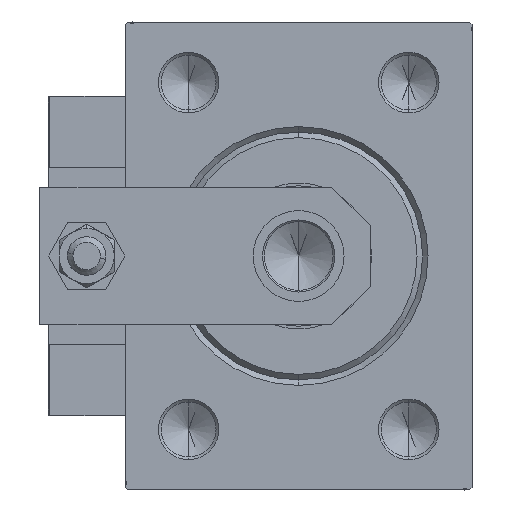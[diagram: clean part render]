
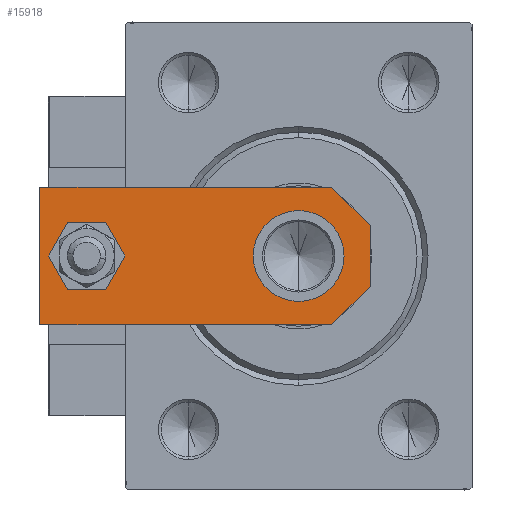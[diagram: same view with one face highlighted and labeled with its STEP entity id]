
A CAD part, left-side view. The second image highlights one B-rep face of the part: STEP entity #15918.
In plain terms, the highlighted face is planar.
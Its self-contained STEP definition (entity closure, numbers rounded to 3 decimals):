
#545 = EDGE_CURVE ( 'NONE', #12110, #30238, #34534, .T. ) ;
#1942 = CIRCLE ( 'NONE', #23785, 8.25 ) ;
#2611 = VERTEX_POINT ( 'NONE', #25693 ) ;
#2722 = PLANE ( 'NONE',  #4842 ) ;
#2904 = DIRECTION ( 'NONE',  ( 0., 0., 1. ) ) ;
#3709 = EDGE_LOOP ( 'NONE', ( #30324, #5586 ) ) ;
#4482 = CARTESIAN_POINT ( 'NONE',  ( 12.5, 60., 6. ) ) ;
#4508 = CARTESIAN_POINT ( 'NONE',  ( 12.5, 60., 6. ) ) ;
#4673 = EDGE_LOOP ( 'NONE', ( #46859, #12207 ) ) ;
#4842 = AXIS2_PLACEMENT_3D ( 'NONE', #18767, #17994, #25893 ) ;
#5206 = VECTOR ( 'NONE', #28511, 1000. ) ;
#5263 = AXIS2_PLACEMENT_3D ( 'NONE', #38927, #2904, #38414 ) ;
#5586 = ORIENTED_EDGE ( 'NONE', *, *, #43293, .F. ) ;
#6160 = FACE_BOUND ( 'NONE', #3709, .T. ) ;
#7552 = CARTESIAN_POINT ( 'NONE',  ( 4., 51.5, 6. ) ) ;
#9224 = LINE ( 'NONE', #4508, #21235 ) ;
#9595 = EDGE_CURVE ( 'NONE', #12168, #37070, #18876, .T. ) ;
#10344 = CARTESIAN_POINT ( 'NONE',  ( -12.5, 0., 6. ) ) ;
#10737 = DIRECTION ( 'NONE',  ( 0., 0., 1. ) ) ;
#12110 = VERTEX_POINT ( 'NONE', #42275 ) ;
#12168 = VERTEX_POINT ( 'NONE', #29938 ) ;
#12207 = ORIENTED_EDGE ( 'NONE', *, *, #9595, .F. ) ;
#12366 = VERTEX_POINT ( 'NONE', #7552 ) ;
#12699 = DIRECTION ( 'NONE',  ( 1., 0., 0. ) ) ;
#13268 = EDGE_CURVE ( 'NONE', #45004, #12110, #49326, .T. ) ;
#13414 = ORIENTED_EDGE ( 'NONE', *, *, #49624, .T. ) ;
#14519 = VECTOR ( 'NONE', #26397, 1000. ) ;
#15356 = AXIS2_PLACEMENT_3D ( 'NONE', #30732, #10737, #19153 ) ;
#15918 = ADVANCED_FACE ( 'NONE', ( #6160, #46611, #46351 ), #2722, .T. ) ;
#16329 = VECTOR ( 'NONE', #36358, 1000. ) ;
#16614 = VERTEX_POINT ( 'NONE', #24021 ) ;
#17601 = LINE ( 'NONE', #40552, #16329 ) ;
#17994 = DIRECTION ( 'NONE',  ( 0., 0., 1. ) ) ;
#18767 = CARTESIAN_POINT ( 'NONE',  ( 0., 0., 6. ) ) ;
#18876 = CIRCLE ( 'NONE', #48254, 8.25 ) ;
#19153 = DIRECTION ( 'NONE',  ( 1., 0., 0. ) ) ;
#19418 = CARTESIAN_POINT ( 'NONE',  ( 12.5, 7., 6. ) ) ;
#20332 = CARTESIAN_POINT ( 'NONE',  ( 5.5, 0., 6. ) ) ;
#20605 = CARTESIAN_POINT ( 'NONE',  ( 0., 13., 6. ) ) ;
#20809 = CARTESIAN_POINT ( 'NONE',  ( -8.25, 13., 6. ) ) ;
#21235 = VECTOR ( 'NONE', #36066, 1000. ) ;
#22987 = VECTOR ( 'NONE', #27807, 1000. ) ;
#23785 = AXIS2_PLACEMENT_3D ( 'NONE', #20605, #36647, #12699 ) ;
#24021 = CARTESIAN_POINT ( 'NONE',  ( -12.5, 60., 6. ) ) ;
#25693 = CARTESIAN_POINT ( 'NONE',  ( -4., 51.5, 6. ) ) ;
#25893 = DIRECTION ( 'NONE',  ( 1., 0., 0. ) ) ;
#26397 = DIRECTION ( 'NONE',  ( 1., 0., 0. ) ) ;
#27807 = DIRECTION ( 'NONE',  ( 0., 1., 0. ) ) ;
#27934 = CIRCLE ( 'NONE', #5263, 4. ) ;
#28330 = EDGE_CURVE ( 'NONE', #16614, #45004, #32456, .T. ) ;
#28511 = DIRECTION ( 'NONE',  ( 0., -1., 0. ) ) ;
#28582 = CARTESIAN_POINT ( 'NONE',  ( -2.75, -2.75, 6. ) ) ;
#29938 = CARTESIAN_POINT ( 'NONE',  ( 8.25, 13., 6. ) ) ;
#30238 = VERTEX_POINT ( 'NONE', #20332 ) ;
#30324 = ORIENTED_EDGE ( 'NONE', *, *, #45819, .F. ) ;
#30732 = CARTESIAN_POINT ( 'NONE',  ( 0., 51.5, 6. ) ) ;
#30753 = EDGE_LOOP ( 'NONE', ( #49359, #41052, #48043, #13414, #44660, #33413 ) ) ;
#32055 = CARTESIAN_POINT ( 'NONE',  ( -12.5, 7., 6. ) ) ;
#32061 = EDGE_CURVE ( 'NONE', #37070, #12168, #1942, .T. ) ;
#32456 = LINE ( 'NONE', #48478, #5206 ) ;
#32880 = CIRCLE ( 'NONE', #15356, 4. ) ;
#33307 = DIRECTION ( 'NONE',  ( 0.707, -0.707, 0. ) ) ;
#33413 = ORIENTED_EDGE ( 'NONE', *, *, #34316, .T. ) ;
#34316 = EDGE_CURVE ( 'NONE', #43036, #16614, #9224, .T. ) ;
#34534 = LINE ( 'NONE', #10344, #14519 ) ;
#36066 = DIRECTION ( 'NONE',  ( -1., 0., 0. ) ) ;
#36358 = DIRECTION ( 'NONE',  ( 0.707, 0.707, 0. ) ) ;
#36647 = DIRECTION ( 'NONE',  ( 0., 0., 1. ) ) ;
#37070 = VERTEX_POINT ( 'NONE', #20809 ) ;
#38414 = DIRECTION ( 'NONE',  ( 1., 0., 0. ) ) ;
#38927 = CARTESIAN_POINT ( 'NONE',  ( 0., 51.5, 6. ) ) ;
#40545 = VERTEX_POINT ( 'NONE', #19418 ) ;
#40552 = CARTESIAN_POINT ( 'NONE',  ( 2.75, -2.75, 6. ) ) ;
#41052 = ORIENTED_EDGE ( 'NONE', *, *, #13268, .T. ) ;
#42275 = CARTESIAN_POINT ( 'NONE',  ( -5.5, 0., 6. ) ) ;
#43036 = VERTEX_POINT ( 'NONE', #4482 ) ;
#43293 = EDGE_CURVE ( 'NONE', #12366, #2611, #32880, .T. ) ;
#43320 = LINE ( 'NONE', #51977, #22987 ) ;
#44660 = ORIENTED_EDGE ( 'NONE', *, *, #48649, .T. ) ;
#45004 = VERTEX_POINT ( 'NONE', #32055 ) ;
#45819 = EDGE_CURVE ( 'NONE', #2611, #12366, #27934, .T. ) ;
#46351 = FACE_BOUND ( 'NONE', #4673, .T. ) ;
#46611 = FACE_OUTER_BOUND ( 'NONE', #30753, .T. ) ;
#46859 = ORIENTED_EDGE ( 'NONE', *, *, #32061, .F. ) ;
#47567 = VECTOR ( 'NONE', #33307, 1000. ) ;
#48043 = ORIENTED_EDGE ( 'NONE', *, *, #545, .T. ) ;
#48254 = AXIS2_PLACEMENT_3D ( 'NONE', #51235, #49044, #48530 ) ;
#48478 = CARTESIAN_POINT ( 'NONE',  ( -12.5, 60., 6. ) ) ;
#48530 = DIRECTION ( 'NONE',  ( 1., 0., 0. ) ) ;
#48649 = EDGE_CURVE ( 'NONE', #40545, #43036, #43320, .T. ) ;
#49044 = DIRECTION ( 'NONE',  ( 0., 0., 1. ) ) ;
#49326 = LINE ( 'NONE', #28582, #47567 ) ;
#49359 = ORIENTED_EDGE ( 'NONE', *, *, #28330, .T. ) ;
#49624 = EDGE_CURVE ( 'NONE', #30238, #40545, #17601, .T. ) ;
#51235 = CARTESIAN_POINT ( 'NONE',  ( 0., 13., 6. ) ) ;
#51977 = CARTESIAN_POINT ( 'NONE',  ( 12.5, 0., 6. ) ) ;
